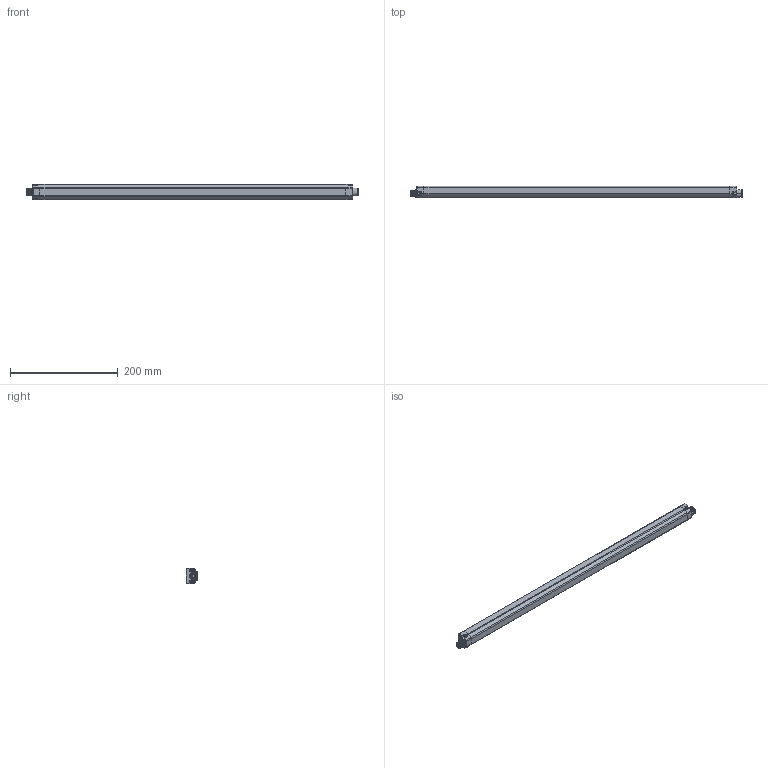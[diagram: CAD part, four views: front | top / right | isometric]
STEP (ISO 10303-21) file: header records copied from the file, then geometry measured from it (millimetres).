
FILE_DESCRIPTION((''),'2;1');
FILE_NAME('154528_SM01_ASM','2025-10-10T09:35:48',('banengservice'),('BANNER ENGINEERING'),'CREO PARAMETRIC BY PTC INC, 2022414','CREO PARAMETRIC BY PTC INC, 2022414','');
FILE_SCHEMA(('CONFIG_CONTROL_DESIGN'));
Length unit declared in the file: millimetre
Products named in the file (2): 154528_EP01; 154528_SM01_ASM
Assembly tree (1 placements, depth 2):
  154528_SM01_ASM
    154528_EP01
Bounding box: 617 x 21 x 28 mm (x, y, z)
Volume: 316716.9 mm3; surface area: 59378.6 mm2
Topology: 2 solids, 2 shells, 399 faces, 993 edges, 616 vertices
Faces by surface type: cylinder 135, plane 126, cone 71, torus 34, bspline 25, sphere 8
Entity records: 23514 total; most frequent: CARTESIAN_POINT 13995, DIRECTION 2016, ORIENTED_EDGE 1970, EDGE_CURVE 985, AXIS2_PLACEMENT_3D 772, VERTEX_POINT 616, VECTOR 472, LINE 472
